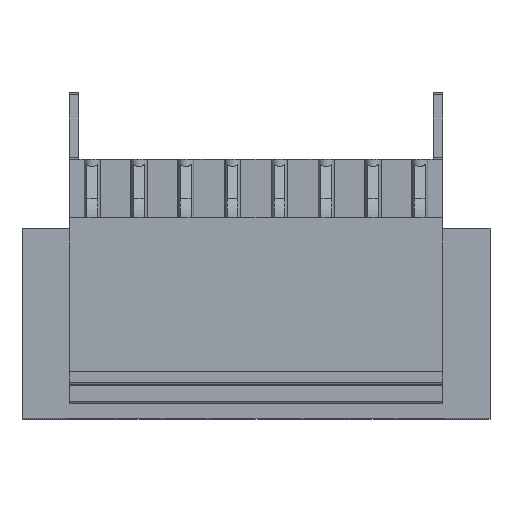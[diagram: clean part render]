
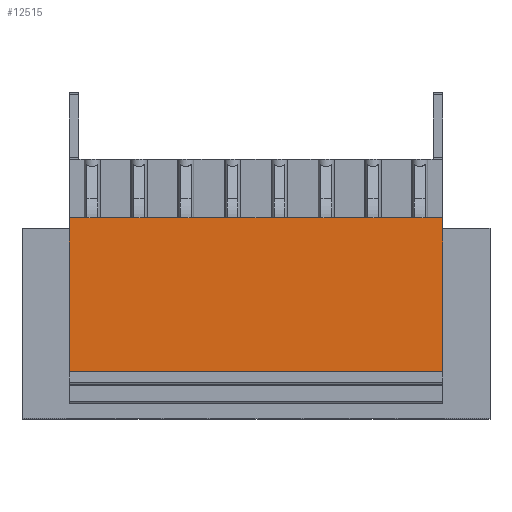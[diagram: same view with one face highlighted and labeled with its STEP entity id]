
A CAD part, top view. The second image highlights one B-rep face of the part: STEP entity #12515.
In plain terms, the highlighted planar face has unit normal (0, 0, 1).
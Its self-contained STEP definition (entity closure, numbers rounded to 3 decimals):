
#12210=AXIS2_PLACEMENT_3D('Plane Axis2P3D',#12207,#12208,#12209) ;
#12207=CARTESIAN_POINT('Axis2P3D Location',(0.,2.5,33.)) ;
#12340=CARTESIAN_POINT('Vertex',(31.45,3.5,33.)) ;
#12343=CARTESIAN_POINT('Line Origine',(17.5,3.5,33.)) ;
#12347=CARTESIAN_POINT('Vertex',(3.55,3.5,33.)) ;
#12362=CARTESIAN_POINT('Line Origine',(31.45,9.25,33.)) ;
#12366=CARTESIAN_POINT('Vertex',(31.45,15.,33.)) ;
#12369=CARTESIAN_POINT('Line Origine',(30.8,15.,33.)) ;
#12373=CARTESIAN_POINT('Vertex',(30.15,15.,33.)) ;
#12376=CARTESIAN_POINT('Line Origine',(29.75,15.,33.)) ;
#12380=CARTESIAN_POINT('Vertex',(29.35,15.,33.)) ;
#12383=CARTESIAN_POINT('Line Origine',(28.,15.,33.)) ;
#12387=CARTESIAN_POINT('Vertex',(26.65,15.,33.)) ;
#12390=CARTESIAN_POINT('Line Origine',(26.25,15.,33.)) ;
#12394=CARTESIAN_POINT('Vertex',(25.85,15.,33.)) ;
#12397=CARTESIAN_POINT('Line Origine',(24.5,15.,33.)) ;
#12401=CARTESIAN_POINT('Vertex',(23.15,15.,33.)) ;
#12404=CARTESIAN_POINT('Line Origine',(22.75,15.,33.)) ;
#12408=CARTESIAN_POINT('Vertex',(22.35,15.,33.)) ;
#12411=CARTESIAN_POINT('Line Origine',(21.,15.,33.)) ;
#12415=CARTESIAN_POINT('Vertex',(19.65,15.,33.)) ;
#12418=CARTESIAN_POINT('Line Origine',(19.25,15.,33.)) ;
#12422=CARTESIAN_POINT('Vertex',(18.85,15.,33.)) ;
#12425=CARTESIAN_POINT('Line Origine',(17.5,15.,33.)) ;
#12429=CARTESIAN_POINT('Vertex',(16.15,15.,33.)) ;
#12432=CARTESIAN_POINT('Line Origine',(15.75,15.,33.)) ;
#12436=CARTESIAN_POINT('Vertex',(15.35,15.,33.)) ;
#12439=CARTESIAN_POINT('Line Origine',(14.,15.,33.)) ;
#12443=CARTESIAN_POINT('Vertex',(12.65,15.,33.)) ;
#12446=CARTESIAN_POINT('Line Origine',(12.25,15.,33.)) ;
#12450=CARTESIAN_POINT('Vertex',(11.85,15.,33.)) ;
#12453=CARTESIAN_POINT('Line Origine',(10.5,15.,33.)) ;
#12457=CARTESIAN_POINT('Vertex',(9.15,15.,33.)) ;
#12460=CARTESIAN_POINT('Line Origine',(8.75,15.,33.)) ;
#12464=CARTESIAN_POINT('Vertex',(8.35,15.,33.)) ;
#12467=CARTESIAN_POINT('Line Origine',(7.,15.,33.)) ;
#12471=CARTESIAN_POINT('Vertex',(5.65,15.,33.)) ;
#12474=CARTESIAN_POINT('Line Origine',(5.25,15.,33.)) ;
#12478=CARTESIAN_POINT('Vertex',(4.85,15.,33.)) ;
#12481=CARTESIAN_POINT('Line Origine',(4.2,15.,33.)) ;
#12485=CARTESIAN_POINT('Vertex',(3.55,15.,33.)) ;
#12488=CARTESIAN_POINT('Line Origine',(3.55,9.25,33.)) ;
#12208=DIRECTION('Axis2P3D Direction',(-0.,0.,1.)) ;
#12209=DIRECTION('Axis2P3D XDirection',(0.,-1.,0.)) ;
#12344=DIRECTION('Vector Direction',(1.,0.,0.)) ;
#12363=DIRECTION('Vector Direction',(0.,-1.,0.)) ;
#12370=DIRECTION('Vector Direction',(1.,0.,0.)) ;
#12377=DIRECTION('Vector Direction',(1.,0.,0.)) ;
#12384=DIRECTION('Vector Direction',(1.,0.,0.)) ;
#12391=DIRECTION('Vector Direction',(1.,0.,0.)) ;
#12398=DIRECTION('Vector Direction',(1.,0.,0.)) ;
#12405=DIRECTION('Vector Direction',(1.,0.,0.)) ;
#12412=DIRECTION('Vector Direction',(1.,0.,0.)) ;
#12419=DIRECTION('Vector Direction',(1.,0.,0.)) ;
#12426=DIRECTION('Vector Direction',(1.,0.,0.)) ;
#12433=DIRECTION('Vector Direction',(1.,0.,0.)) ;
#12440=DIRECTION('Vector Direction',(1.,0.,0.)) ;
#12447=DIRECTION('Vector Direction',(1.,0.,0.)) ;
#12454=DIRECTION('Vector Direction',(1.,0.,0.)) ;
#12461=DIRECTION('Vector Direction',(1.,0.,0.)) ;
#12468=DIRECTION('Vector Direction',(1.,0.,0.)) ;
#12475=DIRECTION('Vector Direction',(1.,0.,0.)) ;
#12482=DIRECTION('Vector Direction',(1.,0.,0.)) ;
#12489=DIRECTION('Vector Direction',(0.,-1.,0.)) ;
#12345=VECTOR('Line Direction',#12344,1.) ;
#12364=VECTOR('Line Direction',#12363,1.) ;
#12371=VECTOR('Line Direction',#12370,1.) ;
#12378=VECTOR('Line Direction',#12377,1.) ;
#12385=VECTOR('Line Direction',#12384,1.) ;
#12392=VECTOR('Line Direction',#12391,1.) ;
#12399=VECTOR('Line Direction',#12398,1.) ;
#12406=VECTOR('Line Direction',#12405,1.) ;
#12413=VECTOR('Line Direction',#12412,1.) ;
#12420=VECTOR('Line Direction',#12419,1.) ;
#12427=VECTOR('Line Direction',#12426,1.) ;
#12434=VECTOR('Line Direction',#12433,1.) ;
#12441=VECTOR('Line Direction',#12440,1.) ;
#12448=VECTOR('Line Direction',#12447,1.) ;
#12455=VECTOR('Line Direction',#12454,1.) ;
#12462=VECTOR('Line Direction',#12461,1.) ;
#12469=VECTOR('Line Direction',#12468,1.) ;
#12476=VECTOR('Line Direction',#12475,1.) ;
#12483=VECTOR('Line Direction',#12482,1.) ;
#12490=VECTOR('Line Direction',#12489,1.) ;
#12494=ORIENTED_EDGE('',*,*,#12368,.T.) ;
#12495=ORIENTED_EDGE('',*,*,#12375,.F.) ;
#12496=ORIENTED_EDGE('',*,*,#12382,.F.) ;
#12497=ORIENTED_EDGE('',*,*,#12389,.F.) ;
#12498=ORIENTED_EDGE('',*,*,#12396,.F.) ;
#12499=ORIENTED_EDGE('',*,*,#12403,.F.) ;
#12500=ORIENTED_EDGE('',*,*,#12410,.F.) ;
#12501=ORIENTED_EDGE('',*,*,#12417,.F.) ;
#12502=ORIENTED_EDGE('',*,*,#12424,.F.) ;
#12503=ORIENTED_EDGE('',*,*,#12431,.F.) ;
#12504=ORIENTED_EDGE('',*,*,#12438,.F.) ;
#12505=ORIENTED_EDGE('',*,*,#12445,.F.) ;
#12506=ORIENTED_EDGE('',*,*,#12452,.F.) ;
#12507=ORIENTED_EDGE('',*,*,#12459,.F.) ;
#12508=ORIENTED_EDGE('',*,*,#12466,.F.) ;
#12509=ORIENTED_EDGE('',*,*,#12473,.F.) ;
#12510=ORIENTED_EDGE('',*,*,#12480,.F.) ;
#12511=ORIENTED_EDGE('',*,*,#12487,.F.) ;
#12512=ORIENTED_EDGE('',*,*,#12492,.F.) ;
#12513=ORIENTED_EDGE('',*,*,#12349,.T.) ;
#12515=ADVANCED_FACE('HOUSING',(#12514),#12211,.T.) ;
#12349=EDGE_CURVE('',#12348,#12341,#12346,.T.) ;
#12368=EDGE_CURVE('',#12341,#12367,#12365,.F.) ;
#12375=EDGE_CURVE('',#12374,#12367,#12372,.T.) ;
#12382=EDGE_CURVE('',#12381,#12374,#12379,.T.) ;
#12389=EDGE_CURVE('',#12388,#12381,#12386,.T.) ;
#12396=EDGE_CURVE('',#12395,#12388,#12393,.T.) ;
#12403=EDGE_CURVE('',#12402,#12395,#12400,.T.) ;
#12410=EDGE_CURVE('',#12409,#12402,#12407,.T.) ;
#12417=EDGE_CURVE('',#12416,#12409,#12414,.T.) ;
#12424=EDGE_CURVE('',#12423,#12416,#12421,.T.) ;
#12431=EDGE_CURVE('',#12430,#12423,#12428,.T.) ;
#12438=EDGE_CURVE('',#12437,#12430,#12435,.T.) ;
#12445=EDGE_CURVE('',#12444,#12437,#12442,.T.) ;
#12452=EDGE_CURVE('',#12451,#12444,#12449,.T.) ;
#12459=EDGE_CURVE('',#12458,#12451,#12456,.T.) ;
#12466=EDGE_CURVE('',#12465,#12458,#12463,.T.) ;
#12473=EDGE_CURVE('',#12472,#12465,#12470,.T.) ;
#12480=EDGE_CURVE('',#12479,#12472,#12477,.T.) ;
#12487=EDGE_CURVE('',#12486,#12479,#12484,.T.) ;
#12492=EDGE_CURVE('',#12348,#12486,#12491,.F.) ;
#12493=EDGE_LOOP('',(#12494,#12495,#12496,#12497,#12498,#12499,#12500,#12501,#12502,#12503,#12504,#12505,#12506,#12507,#12508,#12509,#12510,#12511,#12512,#12513)) ;
#12514=FACE_OUTER_BOUND('',#12493,.T.) ;
#12346=LINE('Line',#12343,#12345) ;
#12365=LINE('Line',#12362,#12364) ;
#12372=LINE('Line',#12369,#12371) ;
#12379=LINE('Line',#12376,#12378) ;
#12386=LINE('Line',#12383,#12385) ;
#12393=LINE('Line',#12390,#12392) ;
#12400=LINE('Line',#12397,#12399) ;
#12407=LINE('Line',#12404,#12406) ;
#12414=LINE('Line',#12411,#12413) ;
#12421=LINE('Line',#12418,#12420) ;
#12428=LINE('Line',#12425,#12427) ;
#12435=LINE('Line',#12432,#12434) ;
#12442=LINE('Line',#12439,#12441) ;
#12449=LINE('Line',#12446,#12448) ;
#12456=LINE('Line',#12453,#12455) ;
#12463=LINE('Line',#12460,#12462) ;
#12470=LINE('Line',#12467,#12469) ;
#12477=LINE('Line',#12474,#12476) ;
#12484=LINE('Line',#12481,#12483) ;
#12491=LINE('Line',#12488,#12490) ;
#12211=PLANE('',#12210) ;
#12341=VERTEX_POINT('',#12340) ;
#12348=VERTEX_POINT('',#12347) ;
#12367=VERTEX_POINT('',#12366) ;
#12374=VERTEX_POINT('',#12373) ;
#12381=VERTEX_POINT('',#12380) ;
#12388=VERTEX_POINT('',#12387) ;
#12395=VERTEX_POINT('',#12394) ;
#12402=VERTEX_POINT('',#12401) ;
#12409=VERTEX_POINT('',#12408) ;
#12416=VERTEX_POINT('',#12415) ;
#12423=VERTEX_POINT('',#12422) ;
#12430=VERTEX_POINT('',#12429) ;
#12437=VERTEX_POINT('',#12436) ;
#12444=VERTEX_POINT('',#12443) ;
#12451=VERTEX_POINT('',#12450) ;
#12458=VERTEX_POINT('',#12457) ;
#12465=VERTEX_POINT('',#12464) ;
#12472=VERTEX_POINT('',#12471) ;
#12479=VERTEX_POINT('',#12478) ;
#12486=VERTEX_POINT('',#12485) ;
